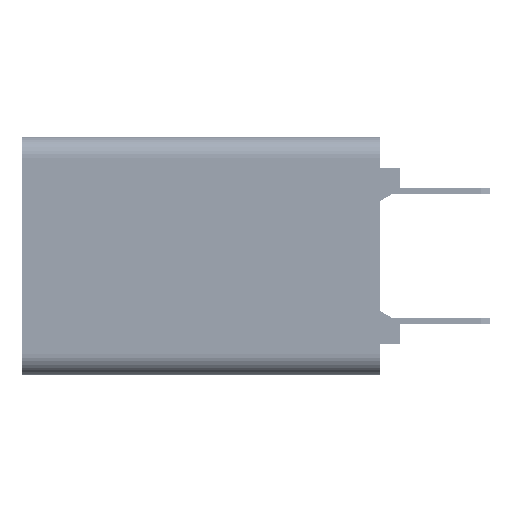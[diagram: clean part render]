
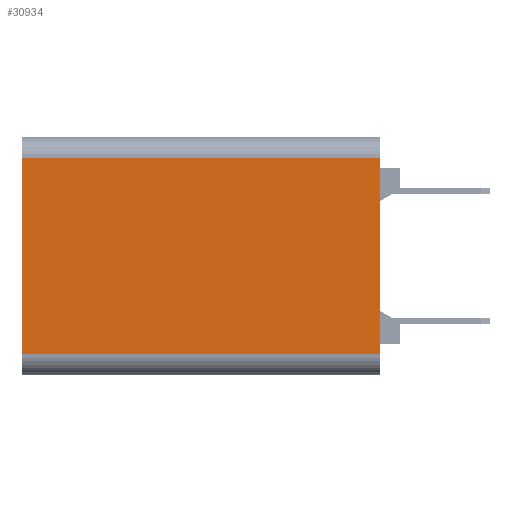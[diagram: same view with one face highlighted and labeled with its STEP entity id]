
A CAD part, left-side view. The second image highlights one B-rep face of the part: STEP entity #30934.
In plain terms, the highlighted planar face has unit normal (-1, 0, 0).
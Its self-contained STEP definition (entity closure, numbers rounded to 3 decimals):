
#141 = LINE ( 'NONE', #11832, #20212 ) ;
#1854 = ORIENTED_EDGE ( 'NONE', *, *, #35109, .T. ) ;
#1984 = DIRECTION ( 'NONE',  ( 0., 0., 1. ) ) ;
#5019 = VERTEX_POINT ( 'NONE', #29721 ) ;
#5711 = PLANE ( 'NONE',  #31230 ) ;
#6466 = VERTEX_POINT ( 'NONE', #34699 ) ;
#8851 = CARTESIAN_POINT ( 'NONE',  ( -42.67, 14., 3.85 ) ) ;
#9371 = LINE ( 'NONE', #30465, #25916 ) ;
#11077 = CARTESIAN_POINT ( 'NONE',  ( -42.67, 14., -3.85 ) ) ;
#11438 = FACE_OUTER_BOUND ( 'NONE', #22248, .T. ) ;
#11568 = DIRECTION ( 'NONE',  ( 0., -1., 0. ) ) ;
#11698 = EDGE_CURVE ( 'NONE', #35779, #5019, #37818, .T. ) ;
#11832 = CARTESIAN_POINT ( 'NONE',  ( -42.67, 14., -3.85 ) ) ;
#12006 = DIRECTION ( 'NONE',  ( 0., 0., 1. ) ) ;
#13673 = CARTESIAN_POINT ( 'NONE',  ( -42.67, 0., -3.85 ) ) ;
#14066 = ORIENTED_EDGE ( 'NONE', *, *, #31152, .F. ) ;
#14508 = DIRECTION ( 'NONE',  ( 0., 0., -1. ) ) ;
#17337 = VECTOR ( 'NONE', #11568, 1000. ) ;
#17396 = DIRECTION ( 'NONE',  ( 1., 0., 0. ) ) ;
#17947 = CARTESIAN_POINT ( 'NONE',  ( -42.67, 0., -3.85 ) ) ;
#20212 = VECTOR ( 'NONE', #12006, 1000. ) ;
#20528 = EDGE_CURVE ( 'NONE', #26056, #5019, #31501, .T. ) ;
#22248 = EDGE_LOOP ( 'NONE', ( #24480, #33499, #14066, #1854 ) ) ;
#23988 = CARTESIAN_POINT ( 'NONE',  ( -42.67, 14., 3.85 ) ) ;
#24480 = ORIENTED_EDGE ( 'NONE', *, *, #20528, .T. ) ;
#25651 = VECTOR ( 'NONE', #1984, 1000. ) ;
#25916 = VECTOR ( 'NONE', #29701, 1000. ) ;
#26056 = VERTEX_POINT ( 'NONE', #17947 ) ;
#29701 = DIRECTION ( 'NONE',  ( 0., -1., 0. ) ) ;
#29721 = CARTESIAN_POINT ( 'NONE',  ( -42.67, 0., 3.85 ) ) ;
#30465 = CARTESIAN_POINT ( 'NONE',  ( -42.67, 14., -3.85 ) ) ;
#30934 = ADVANCED_FACE ( 'NONE', ( #11438 ), #5711, .F. ) ;
#31152 = EDGE_CURVE ( 'NONE', #6466, #35779, #141, .T. ) ;
#31230 = AXIS2_PLACEMENT_3D ( 'NONE', #11077, #17396, #14508 ) ;
#31501 = LINE ( 'NONE', #13673, #25651 ) ;
#33499 = ORIENTED_EDGE ( 'NONE', *, *, #11698, .F. ) ;
#34699 = CARTESIAN_POINT ( 'NONE',  ( -42.67, 14., -3.85 ) ) ;
#35109 = EDGE_CURVE ( 'NONE', #6466, #26056, #9371, .T. ) ;
#35779 = VERTEX_POINT ( 'NONE', #8851 ) ;
#37818 = LINE ( 'NONE', #23988, #17337 ) ;
